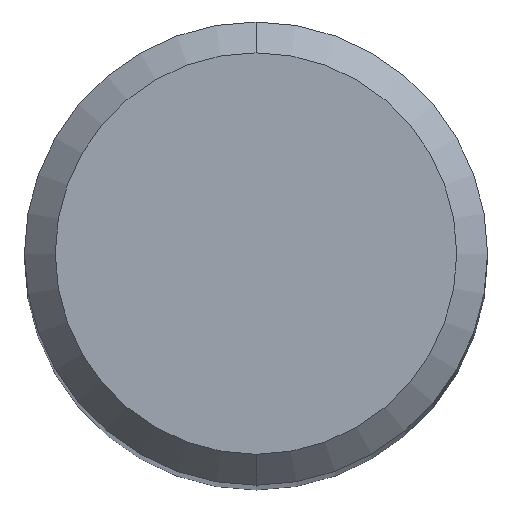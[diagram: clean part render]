
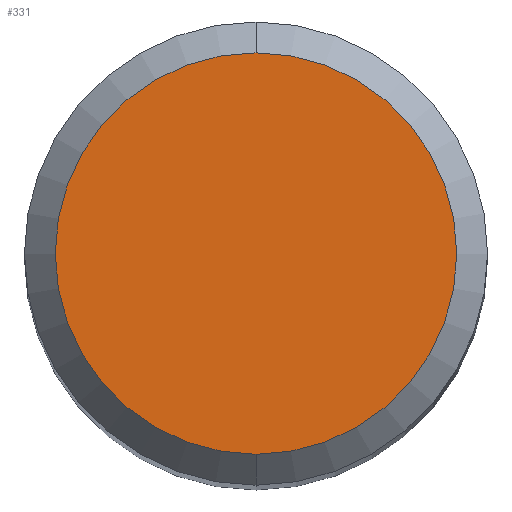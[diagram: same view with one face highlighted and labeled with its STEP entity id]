
A CAD part, top view. The second image highlights one B-rep face of the part: STEP entity #331.
In plain terms, the highlighted planar face has unit normal (0, 0, 1).
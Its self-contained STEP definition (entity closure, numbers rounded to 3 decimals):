
#251=EDGE_CURVE('',#471,#469,#575,.T.);
#331=ADVANCED_FACE('',(#662),#663,.T.);
#373=EDGE_CURVE('',#469,#471,#712,.T.);
#469=VERTEX_POINT('',#817);
#471=VERTEX_POINT('',#819);
#575=CIRCLE('',#978,2.6);
#662=FACE_OUTER_BOUND('',#1179,.T.);
#663=PLANE('',#1180);
#712=CIRCLE('',#1263,2.6);
#817=CARTESIAN_POINT('',(0.0,2.6,0.0));
#819=CARTESIAN_POINT('',(0.,-2.6,0.0));
#978=AXIS2_PLACEMENT_3D('',#1580,#1581,#1582);
#1179=EDGE_LOOP('',(#1671,#1672));
#1180=AXIS2_PLACEMENT_3D('',#1673,#1674,#1675);
#1263=AXIS2_PLACEMENT_3D('',#1729,#1730,#1731);
#1580=CARTESIAN_POINT('',(0.0,0.0,0.0));
#1581=DIRECTION('',(0.0,0.0,-1.0));
#1582=DIRECTION('',(0.0,1.0,0.0));
#1671=ORIENTED_EDGE('',*,*,#373,.F.);
#1672=ORIENTED_EDGE('',*,*,#251,.F.);
#1673=CARTESIAN_POINT('',(0.0,1.3,0.0));
#1674=DIRECTION('',(-0.0,0.0,1.0));
#1675=DIRECTION('',(0.0,-1.0,0.0));
#1729=CARTESIAN_POINT('',(0.0,0.0,0.0));
#1730=DIRECTION('',(0.0,0.0,-1.0));
#1731=DIRECTION('',(0.0,1.0,0.0));
